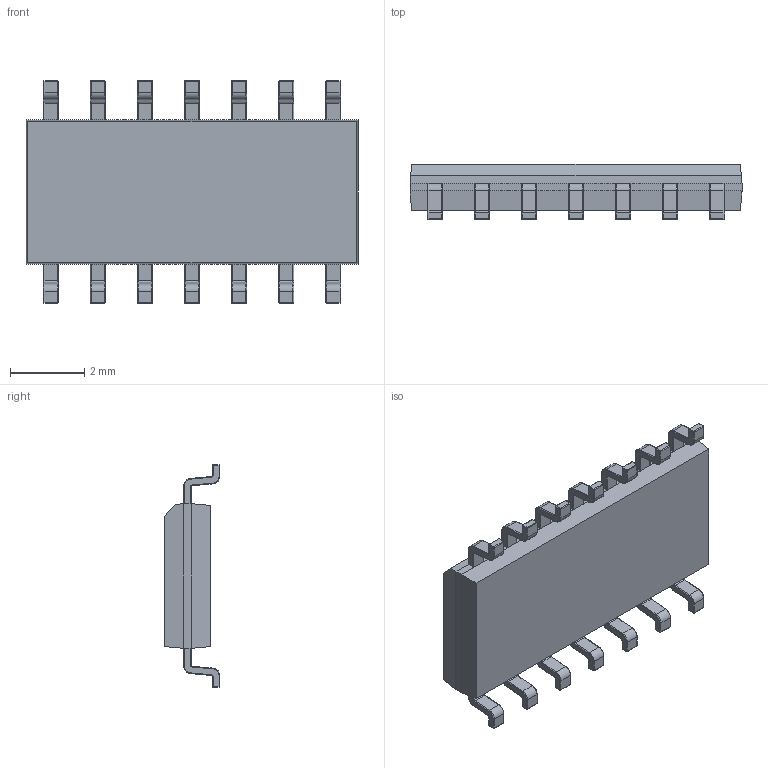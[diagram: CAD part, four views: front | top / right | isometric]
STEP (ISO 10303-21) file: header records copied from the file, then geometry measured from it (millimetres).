
FILE_DESCRIPTION (( 'STEP AP214' ), '1' );
FILE_NAME ('Package_SOIC-14_3.9mm.STEP', '2018-07-01T18:54:02', ( '' ), ( '' ), 'SwSTEP 2.0', 'SolidWorks 2018', '' );
FILE_SCHEMA (( 'AUTOMOTIVE_DESIGN' ));
Length unit declared in the file: millimetre
Products named in the file (1): Package_SOIC-14_3.9mm
Bounding box: 8.95 x 1.5 x 6 mm (x, y, z)
Volume: 46.7 mm3; surface area: 158.2 mm2
Topology: 8 solids, 8 shells, 536 faces, 1213 edges, 638 vertices
Faces by surface type: cylinder 254, plane 114, torus 112, sphere 56
Entity records: 14451 total; most frequent: DIRECTION 2851, CARTESIAN_POINT 2332, ORIENTED_EDGE 2314, EDGE_CURVE 1157, AXIS2_PLACEMENT_3D 1157, VERTEX_POINT 638, CIRCLE 620, LINE 537
